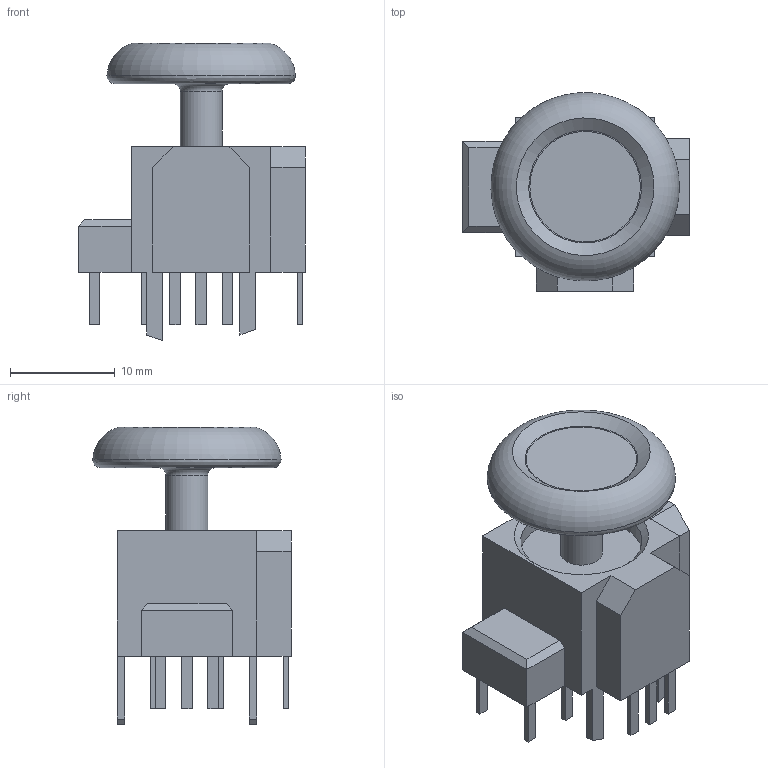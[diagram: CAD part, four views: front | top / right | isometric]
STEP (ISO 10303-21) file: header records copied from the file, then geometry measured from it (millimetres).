
FILE_DESCRIPTION(('FreeCAD Model'),'2;1');
FILE_NAME('Open CASCADE Shape Model','2026-01-02T19:48:34',(''),(''), 'Open CASCADE STEP processor 7.8','FreeCAD','Unknown');
FILE_SCHEMA(('AUTOMOTIVE_DESIGN { 1 0 10303 214 1 1 1 1 }'));
Length unit declared in the file: millimetre
Products named in the file (1): Joystick
Bounding box: 21.65 x 18.93 x 28.41 mm (x, y, z)
Volume: 3752.5 mm3; surface area: 2416.1 mm2
Topology: 1 solids, 1 shells, 102 faces, 254 edges, 167 vertices
Faces by surface type: plane 94, torus 3, cylinder 2, bspline 2, cone 1
Full cylindrical faces by diameter (mm): 4 x1, 11.6 x1
Entity records: 3125 total; most frequent: CARTESIAN_POINT 677, ORIENTED_EDGE 508, DIRECTION 460, EDGE_CURVE 254, LINE 238, VECTOR 238, VERTEX_POINT 167, FACE_BOUND 115
